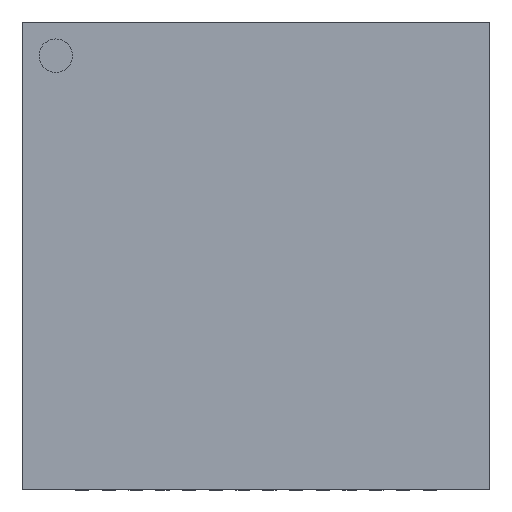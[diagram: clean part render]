
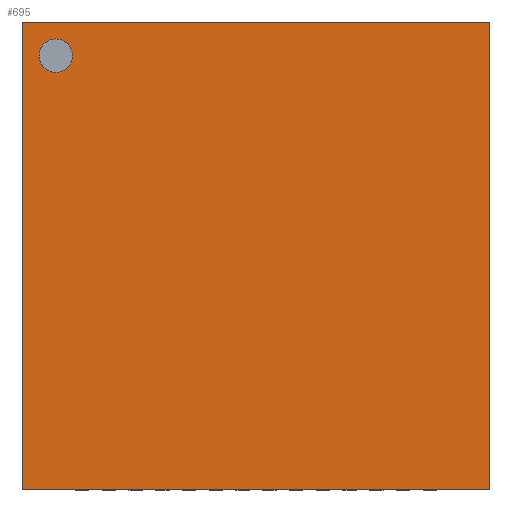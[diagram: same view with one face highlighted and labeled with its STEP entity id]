
A CAD part, top view. The second image highlights one B-rep face of the part: STEP entity #695.
In plain terms, the highlighted planar face has unit normal (0, 0, 1).
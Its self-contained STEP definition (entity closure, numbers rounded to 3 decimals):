
#520 = ORIENTED_EDGE ( 'NONE', *, *, #15440, .T. ) ;
#695 = ADVANCED_FACE ( 'NONE', ( #6418, #12346 ), #11237, .T. ) ;
#765 = AXIS2_PLACEMENT_3D ( 'NONE', #4634, #3593, #13184 ) ;
#1244 = EDGE_LOOP ( 'NONE', ( #7930, #520 ) ) ;
#1702 = LINE ( 'NONE', #6551, #3289 ) ;
#1907 = CIRCLE ( 'NONE', #3943, 0.25 ) ;
#1939 = DIRECTION ( 'NONE',  ( 0., 0., -1. ) ) ;
#2110 = VERTEX_POINT ( 'NONE', #11306 ) ;
#2257 = CARTESIAN_POINT ( 'NONE',  ( 0., 0., 0.8 ) ) ;
#2968 = VECTOR ( 'NONE', #5671, 1000. ) ;
#3038 = CARTESIAN_POINT ( 'NONE',  ( -3.495, -3.495, 0.8 ) ) ;
#3289 = VECTOR ( 'NONE', #10185, 1000. ) ;
#3593 = DIRECTION ( 'NONE',  ( 0., 0., -1. ) ) ;
#3943 = AXIS2_PLACEMENT_3D ( 'NONE', #7744, #1939, #4098 ) ;
#4031 = AXIS2_PLACEMENT_3D ( 'NONE', #2257, #5839, #14227 ) ;
#4084 = EDGE_CURVE ( 'NONE', #2110, #8912, #11461, .T. ) ;
#4098 = DIRECTION ( 'NONE',  ( 1., 0., 0. ) ) ;
#4487 = ORIENTED_EDGE ( 'NONE', *, *, #11555, .T. ) ;
#4521 = CARTESIAN_POINT ( 'NONE',  ( 3.495, 3.495, 0.8 ) ) ;
#4634 = CARTESIAN_POINT ( 'NONE',  ( -2.995, 2.995, 0.8 ) ) ;
#4913 = VECTOR ( 'NONE', #13626, 1000. ) ;
#5417 = VERTEX_POINT ( 'NONE', #14379 ) ;
#5671 = DIRECTION ( 'NONE',  ( -1., 0., 0. ) ) ;
#5839 = DIRECTION ( 'NONE',  ( 0., 0., 1. ) ) ;
#6418 = FACE_OUTER_BOUND ( 'NONE', #13507, .T. ) ;
#6551 = CARTESIAN_POINT ( 'NONE',  ( -3.495, 0., 0.8 ) ) ;
#7430 = LINE ( 'NONE', #15327, #2968 ) ;
#7617 = CIRCLE ( 'NONE', #765, 0.25 ) ;
#7744 = CARTESIAN_POINT ( 'NONE',  ( -2.995, 2.995, 0.8 ) ) ;
#7930 = ORIENTED_EDGE ( 'NONE', *, *, #9993, .T. ) ;
#8446 = CARTESIAN_POINT ( 'NONE',  ( -3.495, 3.495, 0.8 ) ) ;
#8558 = ORIENTED_EDGE ( 'NONE', *, *, #4084, .T. ) ;
#8793 = EDGE_CURVE ( 'NONE', #10495, #2110, #11095, .T. ) ;
#8912 = VERTEX_POINT ( 'NONE', #4521 ) ;
#9807 = VERTEX_POINT ( 'NONE', #8446 ) ;
#9993 = EDGE_CURVE ( 'NONE', #5417, #15618, #1907, .T. ) ;
#10185 = DIRECTION ( 'NONE',  ( 0., -1., 0. ) ) ;
#10221 = CARTESIAN_POINT ( 'NONE',  ( 0., -3.495, 0.8 ) ) ;
#10495 = VERTEX_POINT ( 'NONE', #3038 ) ;
#11095 = LINE ( 'NONE', #10221, #4913 ) ;
#11237 = PLANE ( 'NONE',  #4031 ) ;
#11306 = CARTESIAN_POINT ( 'NONE',  ( 3.495, -3.495, 0.8 ) ) ;
#11380 = DIRECTION ( 'NONE',  ( 0., 1., 0. ) ) ;
#11429 = VECTOR ( 'NONE', #11380, 1000. ) ;
#11461 = LINE ( 'NONE', #15108, #11429 ) ;
#11555 = EDGE_CURVE ( 'NONE', #8912, #9807, #7430, .T. ) ;
#12346 = FACE_BOUND ( 'NONE', #1244, .T. ) ;
#12422 = ORIENTED_EDGE ( 'NONE', *, *, #8793, .T. ) ;
#13184 = DIRECTION ( 'NONE',  ( 1., 0., 0. ) ) ;
#13408 = CARTESIAN_POINT ( 'NONE',  ( -3.245, 2.995, 0.8 ) ) ;
#13507 = EDGE_LOOP ( 'NONE', ( #14684, #12422, #8558, #4487 ) ) ;
#13626 = DIRECTION ( 'NONE',  ( 1., 0., 0. ) ) ;
#14227 = DIRECTION ( 'NONE',  ( 1., 0., 0. ) ) ;
#14265 = EDGE_CURVE ( 'NONE', #9807, #10495, #1702, .T. ) ;
#14379 = CARTESIAN_POINT ( 'NONE',  ( -2.745, 2.995, 0.8 ) ) ;
#14684 = ORIENTED_EDGE ( 'NONE', *, *, #14265, .T. ) ;
#15108 = CARTESIAN_POINT ( 'NONE',  ( 3.495, 0., 0.8 ) ) ;
#15327 = CARTESIAN_POINT ( 'NONE',  ( 0., 3.495, 0.8 ) ) ;
#15440 = EDGE_CURVE ( 'NONE', #15618, #5417, #7617, .T. ) ;
#15618 = VERTEX_POINT ( 'NONE', #13408 ) ;
